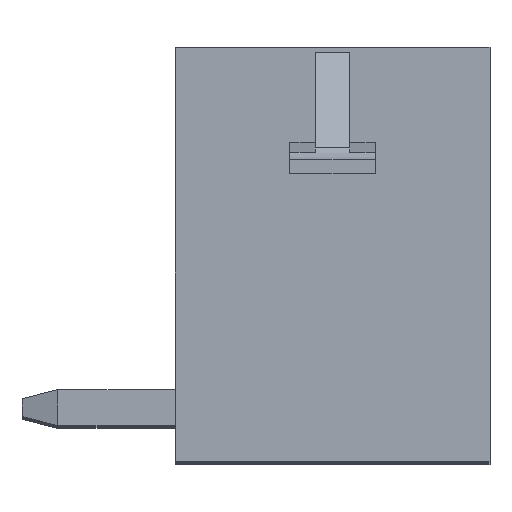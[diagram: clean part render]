
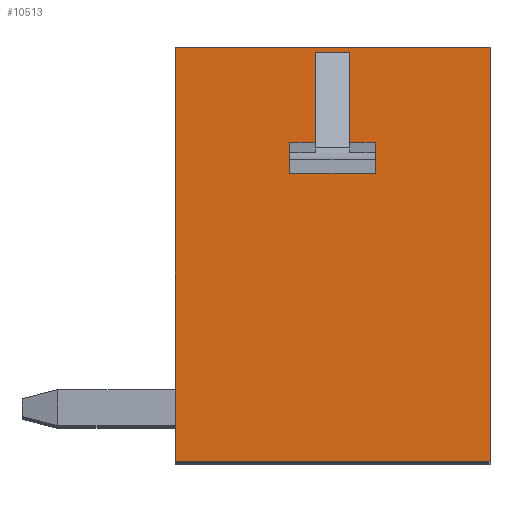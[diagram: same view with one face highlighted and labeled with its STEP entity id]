
A CAD part, top view. The second image highlights one B-rep face of the part: STEP entity #10513.
In plain terms, the highlighted planar face has unit normal (0, 0, 1).
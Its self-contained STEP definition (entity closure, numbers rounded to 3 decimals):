
#1751=DIRECTION('',(1.,0.,0.));
#1752=VECTOR('',#1751,7.);
#1753=CARTESIAN_POINT('',(-3.6,-3.853,0.));
#1754=LINE('',#1753,#1752);
#1755=DIRECTION('',(0.,-1.,0.));
#1756=VECTOR('',#1755,9.2);
#1757=CARTESIAN_POINT('',(-3.6,5.347,0.));
#1758=LINE('',#1757,#1756);
#1759=DIRECTION('',(-1.,0.,0.));
#1760=VECTOR('',#1759,7.);
#1761=CARTESIAN_POINT('',(3.4,5.347,0.));
#1762=LINE('',#1761,#1760);
#1763=DIRECTION('',(0.,1.,0.));
#1764=VECTOR('',#1763,9.2);
#1765=CARTESIAN_POINT('',(3.4,-3.853,0.));
#1766=LINE('',#1765,#1764);
#1767=DIRECTION('',(0.,1.,0.));
#1768=VECTOR('',#1767,0.495);
#1769=CARTESIAN_POINT('',(0.85,2.747,0.));
#1770=LINE('',#1769,#1768);
#1771=DIRECTION('',(-1.,0.,0.));
#1772=VECTOR('',#1771,0.76);
#1773=CARTESIAN_POINT('',(0.28,5.244,0.));
#1774=LINE('',#1773,#1772);
#1775=DIRECTION('',(1.,0.,0.));
#1776=VECTOR('',#1775,0.57);
#1777=CARTESIAN_POINT('',(-1.05,3.242,0.));
#1778=LINE('',#1777,#1776);
#1779=DIRECTION('',(0.,1.,0.));
#1780=VECTOR('',#1779,0.495);
#1781=CARTESIAN_POINT('',(-1.05,2.747,0.));
#1782=LINE('',#1781,#1780);
#1783=DIRECTION('',(-1.,0.,0.));
#1784=VECTOR('',#1783,1.9);
#1785=CARTESIAN_POINT('',(0.85,2.747,0.));
#1786=LINE('',#1785,#1784);
#1808=DIRECTION('',(-1.,0.,0.));
#1809=VECTOR('',#1808,0.57);
#1810=CARTESIAN_POINT('',(0.85,3.242,0.));
#1811=LINE('',#1810,#1809);
#1812=DIRECTION('',(0.,-1.,0.));
#1813=VECTOR('',#1812,2.002);
#1814=CARTESIAN_POINT('',(0.28,5.244,0.));
#1815=LINE('',#1814,#1813);
#1879=DIRECTION('',(0.,1.,0.));
#1880=VECTOR('',#1879,2.002);
#1881=CARTESIAN_POINT('',(-0.48,3.242,0.));
#1882=LINE('',#1881,#1880);
#6897=CARTESIAN_POINT('',(-3.6,-3.853,0.));
#6898=CARTESIAN_POINT('',(3.4,-3.853,0.));
#6899=VERTEX_POINT('',#6897);
#6900=VERTEX_POINT('',#6898);
#6901=CARTESIAN_POINT('',(3.4,5.347,0.));
#6902=VERTEX_POINT('',#6901);
#6903=CARTESIAN_POINT('',(-3.6,5.347,0.));
#6904=VERTEX_POINT('',#6903);
#7860=CARTESIAN_POINT('',(0.85,2.747,0.));
#7861=VERTEX_POINT('',#7860);
#7862=CARTESIAN_POINT('',(-1.05,2.747,0.));
#7863=VERTEX_POINT('',#7862);
#7865=CARTESIAN_POINT('',(-0.48,3.242,0.));
#7867=VERTEX_POINT('',#7865);
#7868=CARTESIAN_POINT('',(-0.48,5.244,0.));
#7869=VERTEX_POINT('',#7868);
#7870=CARTESIAN_POINT('',(-1.05,3.242,0.));
#7871=VERTEX_POINT('',#7870);
#7876=CARTESIAN_POINT('',(0.28,5.244,0.));
#7877=CARTESIAN_POINT('',(0.28,3.242,0.));
#7878=VERTEX_POINT('',#7876);
#7879=VERTEX_POINT('',#7877);
#7882=CARTESIAN_POINT('',(0.85,3.242,0.));
#7883=VERTEX_POINT('',#7882);
#10484=CARTESIAN_POINT('',(0.,0.,0.));
#10485=DIRECTION('',(0.,0.,1.));
#10486=DIRECTION('',(1.,0.,0.));
#10487=AXIS2_PLACEMENT_3D('',#10484,#10485,#10486);
#10488=PLANE('',#10487);
#10489=ORIENTED_EDGE('',*,*,#10104,.F.);
#10490=ORIENTED_EDGE('',*,*,#9866,.F.);
#10491=ORIENTED_EDGE('',*,*,#9244,.F.);
#10492=ORIENTED_EDGE('',*,*,#10202,.F.);
#10493=EDGE_LOOP('',(#10489,#10490,#10491,#10492));
#10494=FACE_OUTER_BOUND('',#10493,.F.);
#10496=ORIENTED_EDGE('',*,*,#10495,.T.);
#10498=ORIENTED_EDGE('',*,*,#10497,.T.);
#10500=ORIENTED_EDGE('',*,*,#10499,.F.);
#10502=ORIENTED_EDGE('',*,*,#10501,.T.);
#10504=ORIENTED_EDGE('',*,*,#10503,.F.);
#10506=ORIENTED_EDGE('',*,*,#10505,.F.);
#10508=ORIENTED_EDGE('',*,*,#10507,.F.);
#10510=ORIENTED_EDGE('',*,*,#10509,.F.);
#10511=EDGE_LOOP('',(#10496,#10498,#10500,#10502,#10504,#10506,#10508,#10510));
#10512=FACE_BOUND('',#10511,.F.);
#9244=EDGE_CURVE('',#6902,#6904,#1762,.T.);
#9866=EDGE_CURVE('',#6904,#6899,#1758,.T.);
#10104=EDGE_CURVE('',#6899,#6900,#1754,.T.);
#10202=EDGE_CURVE('',#6900,#6902,#1766,.T.);
#10495=EDGE_CURVE('',#7861,#7883,#1770,.T.);
#10497=EDGE_CURVE('',#7883,#7879,#1811,.T.);
#10499=EDGE_CURVE('',#7878,#7879,#1815,.T.);
#10501=EDGE_CURVE('',#7878,#7869,#1774,.T.);
#10503=EDGE_CURVE('',#7867,#7869,#1882,.T.);
#10505=EDGE_CURVE('',#7871,#7867,#1778,.T.);
#10507=EDGE_CURVE('',#7863,#7871,#1782,.T.);
#10509=EDGE_CURVE('',#7861,#7863,#1786,.T.);
#10513=ADVANCED_FACE('',(#10494,#10512),#10488,.T.);
